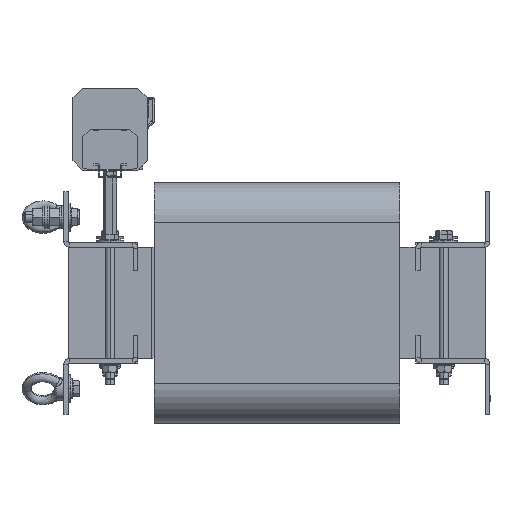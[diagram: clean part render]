
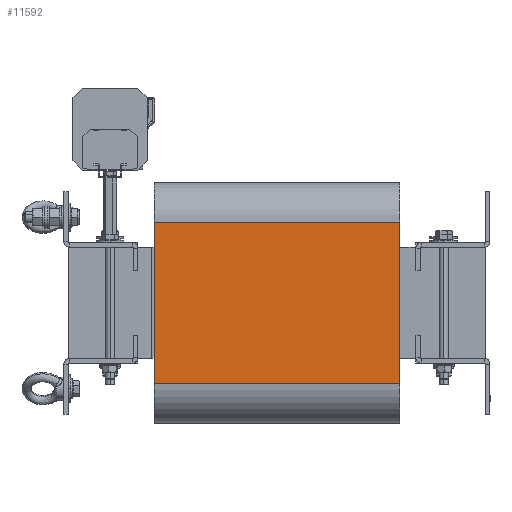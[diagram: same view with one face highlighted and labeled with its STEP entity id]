
A CAD part, left-side view. The second image highlights one B-rep face of the part: STEP entity #11592.
In plain terms, the highlighted planar face has unit normal (-1, 0, 0).
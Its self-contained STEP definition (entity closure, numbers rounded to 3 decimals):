
#3146 = DIRECTION ( 'NONE',  ( 0., -1., 0. ) ) ;
#3314 = AXIS2_PLACEMENT_3D ( 'NONE', #8661, #4452, #40326 ) ;
#4452 = DIRECTION ( 'NONE',  ( -1., 0., 0. ) ) ;
#5788 = LINE ( 'NONE', #28088, #19546 ) ;
#6519 = CARTESIAN_POINT ( 'NONE',  ( -265., 132.5, 0. ) ) ;
#8661 = CARTESIAN_POINT ( 'NONE',  ( -265., 132.5, 0. ) ) ;
#9422 = CARTESIAN_POINT ( 'NONE',  ( -265., -132.5, 87. ) ) ;
#11104 = DIRECTION ( 'NONE',  ( 0., -1., 0. ) ) ;
#11592 = ADVANCED_FACE ( 'Defeature ausgef�hrt1_14', ( #40734 ), #24924, .T. ) ;
#12173 = CARTESIAN_POINT ( 'NONE',  ( -265., -132.5, -87. ) ) ;
#14633 = ORIENTED_EDGE ( 'NONE', *, *, #27797, .T. ) ;
#14683 = LINE ( 'NONE', #27121, #36575 ) ;
#15517 = DIRECTION ( 'NONE',  ( 0., 0., -1. ) ) ;
#16708 = VERTEX_POINT ( 'NONE', #12173 ) ;
#18492 = EDGE_CURVE ( 'Defeature ausgef�hrt1_21+Defeature ausgef�hrt1_14+Defeature ausgef�hrt1_15+Defeature ausgef�hrt1_13', #36961, #16708, #5788, .T. ) ;
#19546 = VECTOR ( 'NONE', #15517, 1000. ) ;
#20173 = LINE ( 'NONE', #51386, #22674 ) ;
#22674 = VECTOR ( 'NONE', #11104, 1000. ) ;
#22812 = EDGE_CURVE ( 'Defeature ausgef�hrt1_14+Defeature ausgef�hrt1_20+Defeature ausgef�hrt1_15+Defeature ausgef�hrt1_13', #25856, #43315, #30391, .T. ) ;
#23212 = ORIENTED_EDGE ( 'NONE', *, *, #18492, .F. ) ;
#24924 = PLANE ( 'NONE',  #3314 ) ;
#25856 = VERTEX_POINT ( 'NONE', #45009 ) ;
#26841 = EDGE_CURVE ( 'Defeature ausgef�hrt1_15+Defeature ausgef�hrt1_14+Defeature ausgef�hrt1_20+Defeature ausgef�hrt1_21', #25856, #36961, #14683, .T. ) ;
#27121 = CARTESIAN_POINT ( 'NONE',  ( -265., 132.5, 87. ) ) ;
#27797 = EDGE_CURVE ( 'Defeature ausgef�hrt1_14+Defeature ausgef�hrt1_13+Defeature ausgef�hrt1_20+Defeature ausgef�hrt1_21', #43315, #16708, #20173, .T. ) ;
#28088 = CARTESIAN_POINT ( 'NONE',  ( -265., -132.5, 0. ) ) ;
#29136 = VECTOR ( 'NONE', #34491, 1000. ) ;
#30391 = LINE ( 'NONE', #6519, #29136 ) ;
#34491 = DIRECTION ( 'NONE',  ( 0., 0., -1. ) ) ;
#36575 = VECTOR ( 'NONE', #3146, 1000. ) ;
#36961 = VERTEX_POINT ( 'NONE', #9422 ) ;
#40326 = DIRECTION ( 'NONE',  ( 0., 1., 0. ) ) ;
#40376 = ORIENTED_EDGE ( 'NONE', *, *, #22812, .T. ) ;
#40734 = FACE_OUTER_BOUND ( 'NONE', #43038, .T. ) ;
#41455 = CARTESIAN_POINT ( 'NONE',  ( -265., 132.5, -87. ) ) ;
#43038 = EDGE_LOOP ( 'NONE', ( #23212, #43929, #40376, #14633 ) ) ;
#43315 = VERTEX_POINT ( 'NONE', #41455 ) ;
#43929 = ORIENTED_EDGE ( 'NONE', *, *, #26841, .F. ) ;
#45009 = CARTESIAN_POINT ( 'NONE',  ( -265., 132.5, 87. ) ) ;
#51386 = CARTESIAN_POINT ( 'NONE',  ( -265., 132.5, -87. ) ) ;
